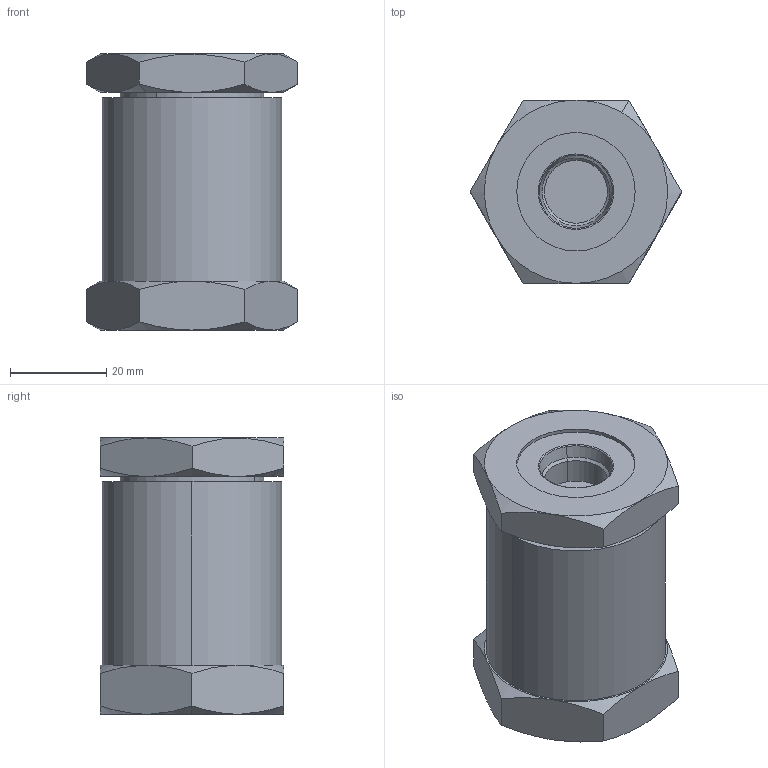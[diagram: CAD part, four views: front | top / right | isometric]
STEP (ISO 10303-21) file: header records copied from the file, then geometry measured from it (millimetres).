
FILE_DESCRIPTION (( 'STEP AP214' ), '1' );
FILE_NAME ('LC60xxx.STEP', '2019-05-28T15:47:27', ( '' ), ( '' ), 'SwSTEP 2.0', 'SolidWorks 2018', '' );
FILE_SCHEMA (( 'AUTOMOTIVE_DESIGN' ));
Length unit declared in the file: inch
Products named in the file (1): LC60xxx
Bounding box: 44.03 x 38.12 x 57.4 mm (x, y, z)
Volume: 61584.5 mm3; surface area: 11223.5 mm2
Topology: 1 solids, 1 shells, 65 faces, 144 edges, 88 vertices
Faces by surface type: cone 28, plane 21, cylinder 12, torus 4
Entity records: 2880 total; most frequent: CARTESIAN_POINT 626, DIRECTION 296, ORIENTED_EDGE 288, EDGE_CURVE 144, AXIS2_PLACEMENT_3D 126, VERTEX_POINT 88, EDGE_LOOP 72, FACE_OUTER_BOUND 65
